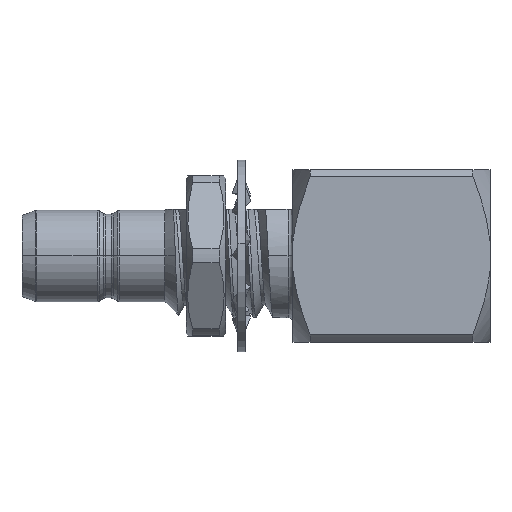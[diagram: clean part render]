
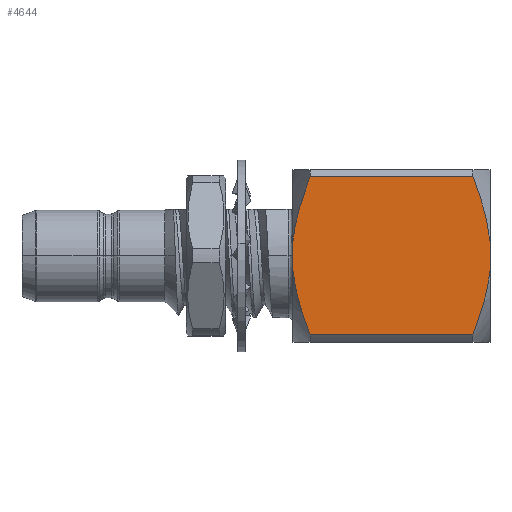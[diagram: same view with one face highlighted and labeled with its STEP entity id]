
A CAD part, top view. The second image highlights one B-rep face of the part: STEP entity #4644.
In plain terms, the highlighted planar face has unit normal (0, 0, 1).
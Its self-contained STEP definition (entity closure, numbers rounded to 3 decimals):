
#391 = EDGE_LOOP ( 'NONE', ( #8976, #2900, #9078, #14175, #11593, #5462, #15006, #7823 ) ) ;
#630 = EDGE_CURVE ( 'NONE', #8631, #3719, #7315, .T. ) ;
#873 = LINE ( 'NONE', #13166, #9884 ) ;
#958 = CARTESIAN_POINT ( 'NONE',  ( 18.623, 2.358, 3.5 ) ) ;
#1007 = CARTESIAN_POINT ( 'NONE',  ( 18.622, -2.361, 3.5 ) ) ;
#1185 = CARTESIAN_POINT ( 'NONE',  ( 11.528, 2.788, 3.5 ) ) ;
#1291 = CARTESIAN_POINT ( 'NONE',  ( 11.378, 2.361, 3.5 ) ) ;
#1988 = EDGE_CURVE ( 'NONE', #3767, #8175, #13204, .T. ) ;
#2012 = CARTESIAN_POINT ( 'NONE',  ( 11.136, 1.492, 3.5 ) ) ;
#2018 = CARTESIAN_POINT ( 'NONE',  ( 11.044, 1.049, 3.5 ) ) ;
#2034 = CARTESIAN_POINT ( 'NONE',  ( 11., 0.594, 3.5 ) ) ;
#2167 = CARTESIAN_POINT ( 'NONE',  ( 18.307, 3.211, 3.5 ) ) ;
#2243 = B_SPLINE_CURVE_WITH_KNOTS ( 'NONE', 3,
 ( #9362, #13965, #7052, #2327, #10511, #3547 ),
 .UNSPECIFIED., .F., .F.,
 ( 4, 2, 4 ),
 ( 0.009, 0.01, 0.012 ),
 .UNSPECIFIED. ) ;
#2327 = CARTESIAN_POINT ( 'NONE',  ( 11.377, -2.358, 3.5 ) ) ;
#2328 = EDGE_CURVE ( 'NONE', #9794, #2375, #3980, .T. ) ;
#2375 = VERTEX_POINT ( 'NONE', #4646 ) ;
#2458 = PLANE ( 'NONE',  #6392 ) ;
#2709 = VECTOR ( 'NONE', #13038, 1000. ) ;
#2846 = CARTESIAN_POINT ( 'NONE',  ( 11.693, 3.211, 3.5 ) ) ;
#2900 = ORIENTED_EDGE ( 'NONE', *, *, #9888, .F. ) ;
#3221 = CARTESIAN_POINT ( 'NONE',  ( 11.693, 3.211, 3.5 ) ) ;
#3314 = CARTESIAN_POINT ( 'NONE',  ( 18.307, -3.211, 3.5 ) ) ;
#3547 = CARTESIAN_POINT ( 'NONE',  ( 11.693, -3.211, 3.5 ) ) ;
#3719 = VERTEX_POINT ( 'NONE', #5611 ) ;
#3723 = CARTESIAN_POINT ( 'NONE',  ( 19., 3.5, 3.5 ) ) ;
#3767 = VERTEX_POINT ( 'NONE', #3314 ) ;
#3830 = CARTESIAN_POINT ( 'NONE',  ( 19., 0.594, 3.5 ) ) ;
#3980 = B_SPLINE_CURVE_WITH_KNOTS ( 'NONE', 3,
 ( #14943, #6893, #8038, #958, #9198, #2167 ),
 .UNSPECIFIED., .F., .F.,
 ( 4, 2, 4 ),
 ( 0.009, 0.01, 0.012 ),
 .UNSPECIFIED. ) ;
#4184 = VECTOR ( 'NONE', #6246, 1000. ) ;
#4368 = EDGE_CURVE ( 'NONE', #14978, #3719, #873, .T. ) ;
#4644 = ADVANCED_FACE ( 'NONE', ( #13114 ), #2458, .F. ) ;
#4645 = CARTESIAN_POINT ( 'NONE',  ( 18.956, -1.049, 3.5 ) ) ;
#4646 = CARTESIAN_POINT ( 'NONE',  ( 18.307, 3.211, 3.5 ) ) ;
#4916 = DIRECTION ( 'NONE',  ( 0., 1., 0. ) ) ;
#4976 = LINE ( 'NONE', #7850, #8078 ) ;
#5075 = DIRECTION ( 'NONE',  ( 0., 1., 0. ) ) ;
#5462 = ORIENTED_EDGE ( 'NONE', *, *, #11168, .F. ) ;
#5611 = CARTESIAN_POINT ( 'NONE',  ( 11., 0.594, 3.5 ) ) ;
#6246 = DIRECTION ( 'NONE',  ( 1., 0., 0. ) ) ;
#6392 = AXIS2_PLACEMENT_3D ( 'NONE', #3723, #11823, #4916 ) ;
#6893 = CARTESIAN_POINT ( 'NONE',  ( 18.957, 1.041, 3.5 ) ) ;
#7052 = CARTESIAN_POINT ( 'NONE',  ( 11.134, -1.482, 3.5 ) ) ;
#7193 = EDGE_CURVE ( 'NONE', #14978, #7832, #2243, .T. ) ;
#7315 = B_SPLINE_CURVE_WITH_KNOTS ( 'NONE', 3,
 ( #3221, #1185, #1291, #2012, #2018, #2034 ),
 .UNSPECIFIED., .F., .F.,
 ( 4, 2, 4 ),
 ( 0.005, 0.006, 0.008 ),
 .UNSPECIFIED. ) ;
#7823 = ORIENTED_EDGE ( 'NONE', *, *, #11834, .F. ) ;
#7832 = VERTEX_POINT ( 'NONE', #14829 ) ;
#7850 = CARTESIAN_POINT ( 'NONE',  ( -1.03, -3.211, 3.5 ) ) ;
#8038 = CARTESIAN_POINT ( 'NONE',  ( 18.866, 1.482, 3.5 ) ) ;
#8078 = VECTOR ( 'NONE', #14755, 1000. ) ;
#8175 = VERTEX_POINT ( 'NONE', #14998 ) ;
#8631 = VERTEX_POINT ( 'NONE', #2846 ) ;
#8976 = ORIENTED_EDGE ( 'NONE', *, *, #2328, .T. ) ;
#9078 = ORIENTED_EDGE ( 'NONE', *, *, #630, .T. ) ;
#9198 = CARTESIAN_POINT ( 'NONE',  ( 18.472, 2.789, 3.5 ) ) ;
#9252 = CARTESIAN_POINT ( 'NONE',  ( 18.472, -2.788, 3.5 ) ) ;
#9362 = CARTESIAN_POINT ( 'NONE',  ( 11., -0.594, 3.5 ) ) ;
#9794 = VERTEX_POINT ( 'NONE', #3830 ) ;
#9884 = VECTOR ( 'NONE', #5075, 1000. ) ;
#9888 = EDGE_CURVE ( 'NONE', #8631, #2375, #13064, .T. ) ;
#10407 = CARTESIAN_POINT ( 'NONE',  ( 18.307, -3.211, 3.5 ) ) ;
#10511 = CARTESIAN_POINT ( 'NONE',  ( 11.528, -2.789, 3.5 ) ) ;
#10687 = CARTESIAN_POINT ( 'NONE',  ( 11., -0.594, 3.5 ) ) ;
#11168 = EDGE_CURVE ( 'NONE', #3767, #7832, #4976, .T. ) ;
#11543 = CARTESIAN_POINT ( 'NONE',  ( 18.864, -1.492, 3.5 ) ) ;
#11593 = ORIENTED_EDGE ( 'NONE', *, *, #7193, .T. ) ;
#11823 = DIRECTION ( 'NONE',  ( 0., 0., -1. ) ) ;
#11834 = EDGE_CURVE ( 'NONE', #9794, #8175, #15089, .T. ) ;
#11842 = CARTESIAN_POINT ( 'NONE',  ( 19., 3.5, 3.5 ) ) ;
#12719 = CARTESIAN_POINT ( 'NONE',  ( 19., -0.594, 3.5 ) ) ;
#13038 = DIRECTION ( 'NONE',  ( 0., -1., 0. ) ) ;
#13064 = LINE ( 'NONE', #13212, #4184 ) ;
#13114 = FACE_OUTER_BOUND ( 'NONE', #391, .T. ) ;
#13166 = CARTESIAN_POINT ( 'NONE',  ( 11., 2.5, 3.5 ) ) ;
#13204 = B_SPLINE_CURVE_WITH_KNOTS ( 'NONE', 3,
 ( #10407, #9252, #1007, #11543, #4645, #12719 ),
 .UNSPECIFIED., .F., .F.,
 ( 4, 2, 4 ),
 ( 0.005, 0.006, 0.008 ),
 .UNSPECIFIED. ) ;
#13212 = CARTESIAN_POINT ( 'NONE',  ( -1.03, 3.211, 3.5 ) ) ;
#13965 = CARTESIAN_POINT ( 'NONE',  ( 11.043, -1.041, 3.5 ) ) ;
#14175 = ORIENTED_EDGE ( 'NONE', *, *, #4368, .F. ) ;
#14755 = DIRECTION ( 'NONE',  ( -1., 0., 0. ) ) ;
#14829 = CARTESIAN_POINT ( 'NONE',  ( 11.693, -3.211, 3.5 ) ) ;
#14943 = CARTESIAN_POINT ( 'NONE',  ( 19., 0.594, 3.5 ) ) ;
#14978 = VERTEX_POINT ( 'NONE', #10687 ) ;
#14998 = CARTESIAN_POINT ( 'NONE',  ( 19., -0.594, 3.5 ) ) ;
#15006 = ORIENTED_EDGE ( 'NONE', *, *, #1988, .T. ) ;
#15089 = LINE ( 'NONE', #11842, #2709 ) ;
